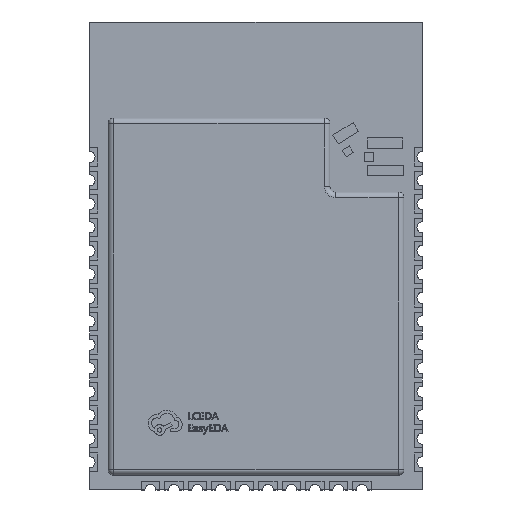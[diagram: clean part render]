
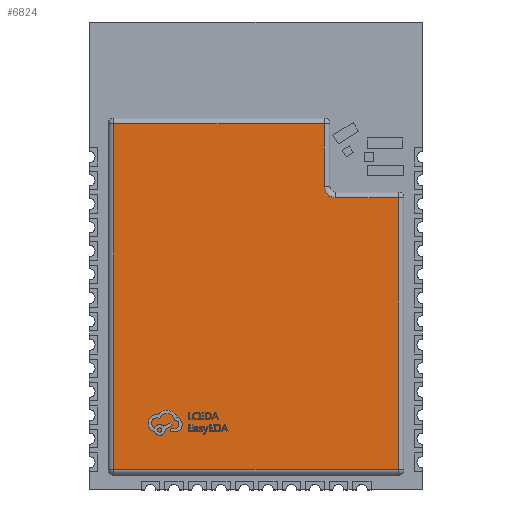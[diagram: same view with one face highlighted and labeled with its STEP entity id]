
A CAD part, top view. The second image highlights one B-rep face of the part: STEP entity #6824.
In plain terms, the highlighted planar face has unit normal (0, 0, 1).
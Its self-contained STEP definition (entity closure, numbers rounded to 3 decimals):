
#147 = CARTESIAN_POINT ( 'NONE',  ( -7.7, -11.55, 3. ) ) ;
#205 = LINE ( 'NONE', #7252, #23960 ) ;
#214 = CARTESIAN_POINT ( 'NONE',  ( 7.7, -11.55, 3. ) ) ;
#2059 = CARTESIAN_POINT ( 'NONE',  ( -7.7, 7.15, 3. ) ) ;
#2934 = DIRECTION ( 'NONE',  ( 0., 1., 0. ) ) ;
#3003 = EDGE_CURVE ( 'NONE', #26525, #3036, #24708, .T. ) ;
#3036 = VERTEX_POINT ( 'NONE', #25358 ) ;
#4033 = CARTESIAN_POINT ( 'NONE',  ( 0., 0., 3. ) ) ;
#4454 = DIRECTION ( 'NONE',  ( 0., 0., -1. ) ) ;
#4514 = EDGE_CURVE ( 'NONE', #3036, #9874, #205, .T. ) ;
#6824 = ADVANCED_FACE ( 'NONE', ( #40013 ), #23567, .F. ) ;
#7252 = CARTESIAN_POINT ( 'NONE',  ( 0., 3.15, 3. ) ) ;
#7499 = CARTESIAN_POINT ( 'NONE',  ( 0., 7.15, 3. ) ) ;
#7730 = CARTESIAN_POINT ( 'NONE',  ( 0., -11.55, 3. ) ) ;
#8472 = ORIENTED_EDGE ( 'NONE', *, *, #30555, .T. ) ;
#9068 = EDGE_LOOP ( 'NONE', ( #16197, #35545, #10285, #17610, #8472, #38130, #40301 ) ) ;
#9705 = CARTESIAN_POINT ( 'NONE',  ( 4.3, 3.15, 3. ) ) ;
#9874 = VERTEX_POINT ( 'NONE', #9705 ) ;
#10157 = VECTOR ( 'NONE', #26928, 1000. ) ;
#10285 = ORIENTED_EDGE ( 'NONE', *, *, #37740, .T. ) ;
#10934 = DIRECTION ( 'NONE',  ( -1., 0., 0. ) ) ;
#11434 = VECTOR ( 'NONE', #21004, 1000. ) ;
#13287 = CARTESIAN_POINT ( 'NONE',  ( 3.7, 0., 3. ) ) ;
#13475 = AXIS2_PLACEMENT_3D ( 'NONE', #4033, #4454, #10934 ) ;
#13901 = VECTOR ( 'NONE', #2934, 1000. ) ;
#16197 = ORIENTED_EDGE ( 'NONE', *, *, #26365, .F. ) ;
#16332 = LINE ( 'NONE', #13287, #13901 ) ;
#17297 = LINE ( 'NONE', #7730, #11434 ) ;
#17375 = VERTEX_POINT ( 'NONE', #2059 ) ;
#17610 = ORIENTED_EDGE ( 'NONE', *, *, #28337, .T. ) ;
#19594 = EDGE_CURVE ( 'NONE', #36437, #39937, #16332, .T. ) ;
#21004 = DIRECTION ( 'NONE',  ( 1., 0., 0. ) ) ;
#23567 = PLANE ( 'NONE',  #13475 ) ;
#23707 = VERTEX_POINT ( 'NONE', #147 ) ;
#23960 = VECTOR ( 'NONE', #40253, 1000. ) ;
#24091 = CARTESIAN_POINT ( 'NONE',  ( 3.7, 3.75, 3. ) ) ;
#24243 = DIRECTION ( 'NONE',  ( 0., -1., 0. ) ) ;
#24247 = VECTOR ( 'NONE', #28838, 1000. ) ;
#24476 = LINE ( 'NONE', #7499, #10157 ) ;
#24708 = LINE ( 'NONE', #31470, #24247 ) ;
#25170 = VECTOR ( 'NONE', #24243, 1000. ) ;
#25358 = CARTESIAN_POINT ( 'NONE',  ( 7.7, 3.15, 3. ) ) ;
#26254 = CARTESIAN_POINT ( 'NONE',  ( 4.3, 3.75, 3. ) ) ;
#26365 = EDGE_CURVE ( 'NONE', #36437, #9874, #41618, .T. ) ;
#26525 = VERTEX_POINT ( 'NONE', #214 ) ;
#26928 = DIRECTION ( 'NONE',  ( -1., 0., 0. ) ) ;
#27330 = LINE ( 'NONE', #37038, #25170 ) ;
#28337 = EDGE_CURVE ( 'NONE', #17375, #23707, #27330, .T. ) ;
#28838 = DIRECTION ( 'NONE',  ( 0., 1., 0. ) ) ;
#30555 = EDGE_CURVE ( 'NONE', #23707, #26525, #17297, .T. ) ;
#31470 = CARTESIAN_POINT ( 'NONE',  ( 7.7, 0., 3. ) ) ;
#31900 = DIRECTION ( 'NONE',  ( -1., 0., 0. ) ) ;
#32780 = DIRECTION ( 'NONE',  ( 0., 0., 1. ) ) ;
#35545 = ORIENTED_EDGE ( 'NONE', *, *, #19594, .T. ) ;
#36437 = VERTEX_POINT ( 'NONE', #24091 ) ;
#36784 = AXIS2_PLACEMENT_3D ( 'NONE', #26254, #32780, #31900 ) ;
#37038 = CARTESIAN_POINT ( 'NONE',  ( -7.7, 0., 3. ) ) ;
#37740 = EDGE_CURVE ( 'NONE', #39937, #17375, #24476, .T. ) ;
#38130 = ORIENTED_EDGE ( 'NONE', *, *, #3003, .T. ) ;
#39055 = CARTESIAN_POINT ( 'NONE',  ( 3.7, 7.15, 3. ) ) ;
#39937 = VERTEX_POINT ( 'NONE', #39055 ) ;
#40013 = FACE_OUTER_BOUND ( 'NONE', #9068, .T. ) ;
#40253 = DIRECTION ( 'NONE',  ( -1., 0., 0. ) ) ;
#40301 = ORIENTED_EDGE ( 'NONE', *, *, #4514, .T. ) ;
#41618 = CIRCLE ( 'NONE', #36784, 0.6 ) ;
